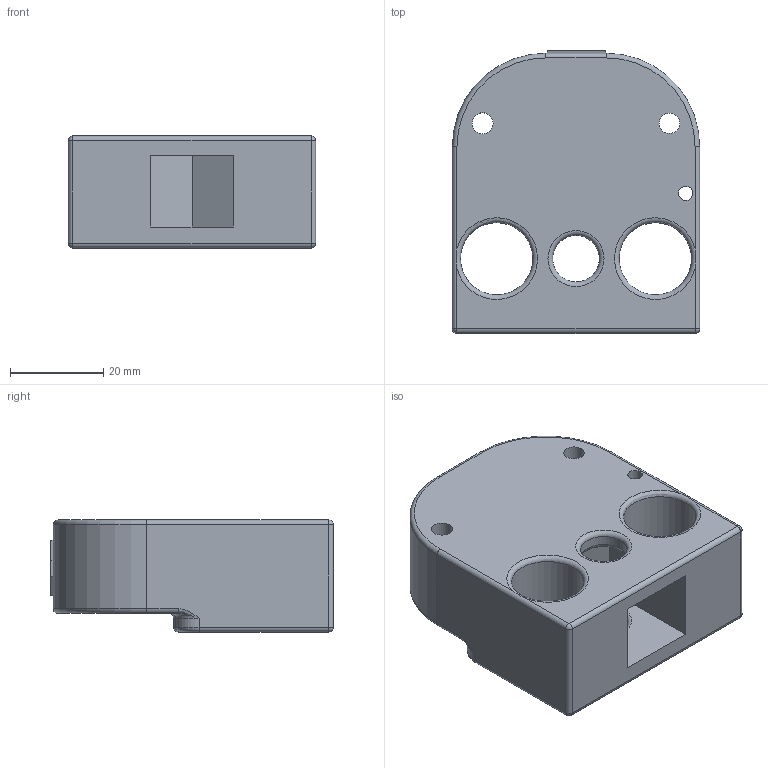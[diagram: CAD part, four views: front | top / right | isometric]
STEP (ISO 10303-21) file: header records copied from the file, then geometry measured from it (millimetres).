
FILE_DESCRIPTION(/* description */ (''),/* implementation_level */ '2;1');
FILE_NAME(/* name */ '06 - carrier block A.stp',/* time_stamp */ '2023-01-17T10:52:00+01:00',/* author */ ('JN'),/* organization */ (''),/* preprocessor_version */ 'ST-DEVELOPER v18.1',/* originating_system */ 'Autodesk Inventor 2022',/* authorisation */ '');
FILE_SCHEMA (('AUTOMOTIVE_DESIGN { 1 0 10303 214 3 1 1 }'));
Length unit declared in the file: millimetre
Products named in the file (1): stamp A
Bounding box: 53 x 60.6 x 24 mm (x, y, z)
Volume: 49138 mm3; surface area: 14439.5 mm2
Topology: 1 solids, 1 shells, 74 faces, 191 edges, 116 vertices
Faces by surface type: plane 26, cylinder 24, torus 18, sphere 4, bspline 2
Full cylindrical faces by diameter (mm): 3.1 x1, 4.4 x1, 4.5 x1, 10 x2, 15.5 x2
Entity records: 2444 total; most frequent: CARTESIAN_POINT 540, DIRECTION 413, ORIENTED_EDGE 378, EDGE_CURVE 189, AXIS2_PLACEMENT_3D 161, VERTEX_POINT 116, LINE 91, VECTOR 91
